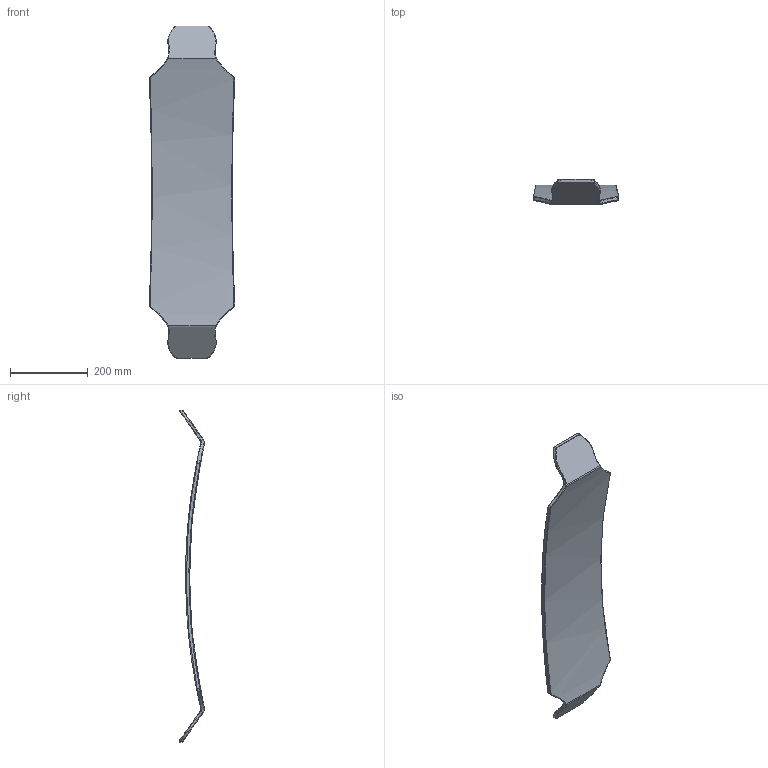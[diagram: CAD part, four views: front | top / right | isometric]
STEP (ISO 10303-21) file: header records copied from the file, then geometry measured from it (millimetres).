
FILE_DESCRIPTION(/* description */ (''),/* implementation_level */ '2;1');
FILE_NAME(/* name */ 'trampadeck.step',/* time_stamp */ '2017-12-12T13:03:06+11:00',/* author */ ('lachlan.hurst'),/* organization */ (''),/* preprocessor_version */ 'ST-DEVELOPER v16.13',/* originating_system */ 'Autodesk Translation Framework v6.5.0.72',/* authorisation */ '');
FILE_SCHEMA (('AUTOMOTIVE_DESIGN { 1 0 10303 214 3 1 1 }'));
Length unit declared in the file: millimetre
Products named in the file (2): Trampa board; Board solid
Assembly tree (1 placements, depth 2):
  Trampa board
    Board solid
Bounding box: 218.59 x 66.22 x 852 mm (x, y, z)
Volume: 1593509.9 mm3; surface area: 346617.3 mm2
Topology: 1 solids, 1 shells, 74 faces, 168 edges, 96 vertices
Faces by surface type: bspline 56, cylinder 12, plane 6
Entity records: 4097 total; most frequent: CARTESIAN_POINT 2735, ORIENTED_EDGE 336, EDGE_CURVE 168, DIRECTION 154, B_SPLINE_CURVE_WITH_KNOTS 104, VERTEX_POINT 96, FACE_OUTER_BOUND 74, EDGE_LOOP 74
